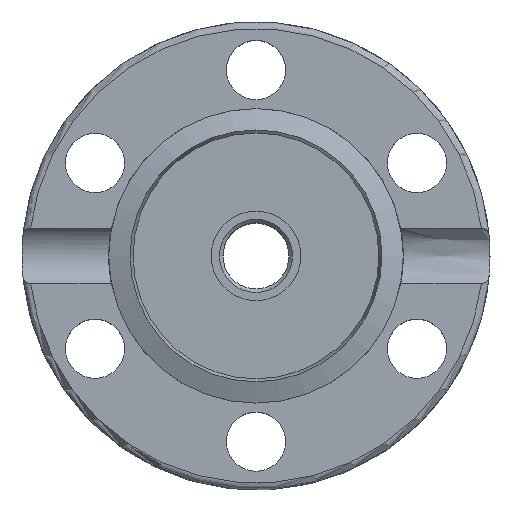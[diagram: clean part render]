
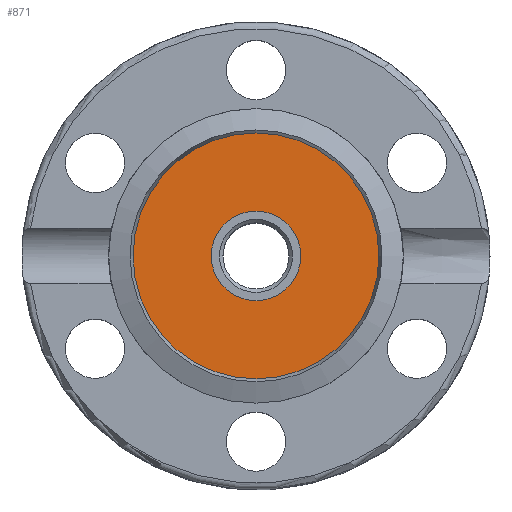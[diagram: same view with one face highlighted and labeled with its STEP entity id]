
A CAD part, top view. The second image highlights one B-rep face of the part: STEP entity #871.
In plain terms, the highlighted planar face has unit normal (0, 0, 1).
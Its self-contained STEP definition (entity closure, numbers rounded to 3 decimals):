
#205=CARTESIAN_POINT('',(-3.25,0.0,6.4));
#206=VERTEX_POINT('',#205);
#207=CARTESIAN_POINT('',(0.0,0.0,6.4));
#208=DIRECTION('',(0.0,0.0,-1.0));
#209=DIRECTION('',(-1.0,0.0,0.0));
#210=AXIS2_PLACEMENT_3D('',#207,#208,#209);
#211=CIRCLE('',#210,3.25);
#212=EDGE_CURVE('',#206,#206,#211,.T.);
#845=CARTESIAN_POINT('',(0.0,-8.932,6.4));
#846=VERTEX_POINT('',#845);
#847=CARTESIAN_POINT('',(0.0,0.,6.4));
#848=DIRECTION('',(0.0,0.0,-1.0));
#849=DIRECTION('',(0.0,-1.0,0.0));
#850=AXIS2_PLACEMENT_3D('',#847,#848,#849);
#851=CIRCLE('',#850,8.932);
#852=EDGE_CURVE('',#846,#846,#851,.T.);
#860=CARTESIAN_POINT('',(0.0,-4.466,6.4));
#861=DIRECTION('',(0.0,0.0,-1.0));
#862=DIRECTION('',(-1.0,0.0,0.0));
#863=AXIS2_PLACEMENT_3D('',#860,#861,#862);
#864=PLANE('',#863);
#865=ORIENTED_EDGE('',*,*,#852,.F.);
#866=EDGE_LOOP('',(#865));
#867=FACE_OUTER_BOUND('',#866,.T.);
#868=ORIENTED_EDGE('',*,*,#212,.T.);
#869=EDGE_LOOP('',(#868));
#870=FACE_BOUND('',#869,.T.);
#871=ADVANCED_FACE('',(#867,#870),#864,.F.);
